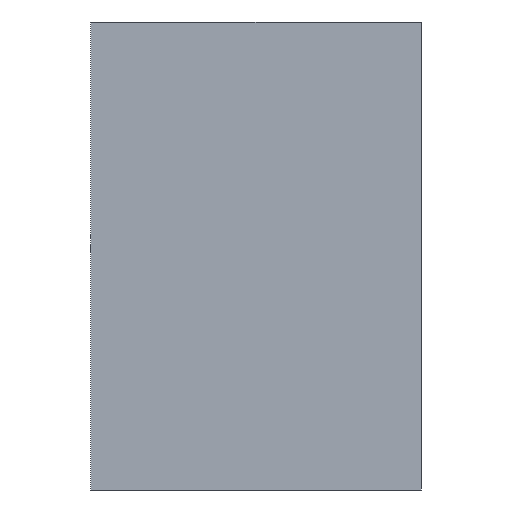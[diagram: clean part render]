
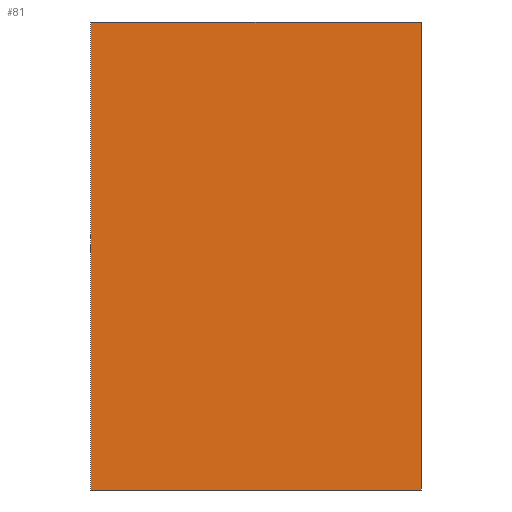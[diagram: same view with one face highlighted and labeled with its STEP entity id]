
A CAD part, left-side view. The second image highlights one B-rep face of the part: STEP entity #81.
In plain terms, the highlighted planar face has unit normal (-0.998, -0.062, 0).
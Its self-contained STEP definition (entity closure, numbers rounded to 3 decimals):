
#15=FACE_OUTER_BOUND('',#20,.T.);
#20=EDGE_LOOP('',(#58,#59,#60,#61));
#25=LINE('',#136,#34);
#26=LINE('',#138,#35);
#27=LINE('',#140,#36);
#28=LINE('',#141,#37);
#34=VECTOR('',#115,10.);
#35=VECTOR('',#116,10.);
#36=VECTOR('',#117,10.);
#37=VECTOR('',#118,10.);
#43=VERTEX_POINT('',#134);
#44=VERTEX_POINT('',#135);
#45=VERTEX_POINT('',#137);
#46=VERTEX_POINT('',#139);
#49=EDGE_CURVE('',#43,#44,#25,.T.);
#50=EDGE_CURVE('',#43,#45,#26,.T.);
#51=EDGE_CURVE('',#46,#45,#27,.T.);
#52=EDGE_CURVE('',#44,#46,#28,.T.);
#58=ORIENTED_EDGE('',*,*,#49,.F.);
#59=ORIENTED_EDGE('',*,*,#50,.T.);
#60=ORIENTED_EDGE('',*,*,#51,.F.);
#61=ORIENTED_EDGE('',*,*,#52,.F.);
#76=PLANE('',#106);
#81=ADVANCED_FACE('',(#15),#76,.T.);
#106=AXIS2_PLACEMENT_3D('',#133,#113,#114);
#113=DIRECTION('center_axis',(-0.998,-0.062,0.));
#114=DIRECTION('ref_axis',(-0.062,0.998,0.));
#115=DIRECTION('',(0.062,-0.998,0.));
#116=DIRECTION('',(0.,0.,-1.));
#117=DIRECTION('',(-0.062,0.998,0.));
#118=DIRECTION('',(0.,0.,-1.));
#133=CARTESIAN_POINT('Origin',(-24.82,-115.48,0.));
#134=CARTESIAN_POINT('',(-25.392,-106.291,0.));
#135=CARTESIAN_POINT('',(-24.82,-115.48,0.));
#136=CARTESIAN_POINT('',(-26.22,-92.98,0.));
#137=CARTESIAN_POINT('',(-25.392,-106.291,-13.));
#138=CARTESIAN_POINT('',(-25.392,-106.291,0.));
#139=CARTESIAN_POINT('',(-24.82,-115.48,-13.));
#140=CARTESIAN_POINT('',(-26.22,-92.98,-13.));
#141=CARTESIAN_POINT('',(-24.82,-115.48,0.));
